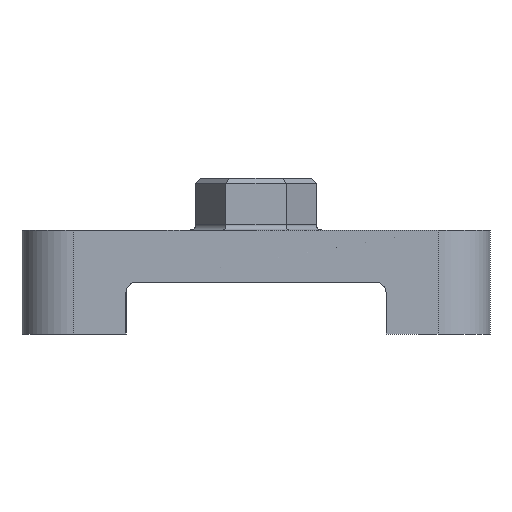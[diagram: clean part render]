
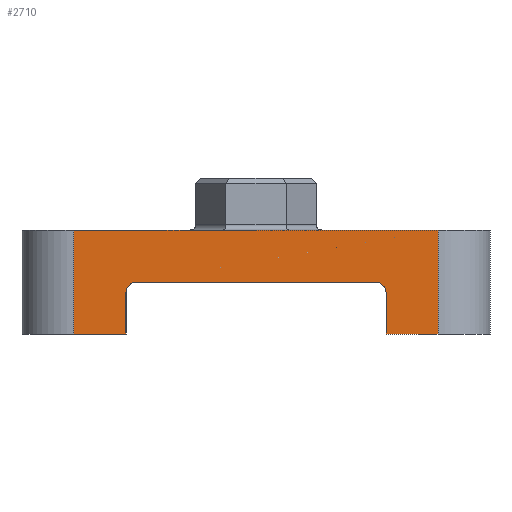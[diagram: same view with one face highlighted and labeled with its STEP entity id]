
A CAD part, left-side view. The second image highlights one B-rep face of the part: STEP entity #2710.
In plain terms, the highlighted planar face has unit normal (-1, 0, 0).
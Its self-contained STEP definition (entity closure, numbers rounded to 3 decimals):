
#361=CARTESIAN_POINT('',(-400.0,-175.0,0.0));
#362=VERTEX_POINT('',#361);
#374=CARTESIAN_POINT('',(-400.0,175.0,0.0));
#375=VERTEX_POINT('',#374);
#376=CARTESIAN_POINT('',(-400.0,-175.0,0.0));
#377=CARTESIAN_POINT('',(-400.0,-58.333,0.0));
#378=CARTESIAN_POINT('',(-400.0,58.333,0.0));
#379=CARTESIAN_POINT('',(-400.0,175.0,0.0));
#380=B_SPLINE_CURVE_WITH_KNOTS('',3,(#376,#377,#378,#379),.UNSPECIFIED.,.F.,.U.,
 (4,4),(0.0,1.0),.UNSPECIFIED.);
#381=EDGE_CURVE('no 1919',#362,#375,#380,.T.);
#1732=CARTESIAN_POINT('',(-400.0,115.0,-50.0));
#1733=VERTEX_POINT('',#1732);
#1741=CARTESIAN_POINT('',(-400.0,-115.0,-50.0));
#1742=VERTEX_POINT('',#1741);
#1743=CARTESIAN_POINT('',(-400.0,115.0,-50.0));
#1744=CARTESIAN_POINT('',(-400.0,38.333,-50.0));
#1745=CARTESIAN_POINT('',(-400.0,-38.333,-50.0));
#1746=CARTESIAN_POINT('',(-400.0,-115.0,-50.0));
#1747=B_SPLINE_CURVE_WITH_KNOTS('',3,(#1743,#1744,#1745,#1746),.UNSPECIFIED.,.F.,.U.,
 (4,4),(0.0,1.0),.UNSPECIFIED.);
#1748=EDGE_CURVE('no 1751',#1733,#1742,#1747,.T.);
#2611=CARTESIAN_POINT('',(-400.0,125.0,-60.0));
#2612=VERTEX_POINT('',#2611);
#2620=CARTESIAN_POINT('',(-400.0,125.0,-60.0));
#2621=CARTESIAN_POINT('',(-400.0,125.011,-57.902));
#2622=CARTESIAN_POINT('',(-400.0,123.975,-54.774));
#2623=CARTESIAN_POINT('',(-400.0,120.226,-51.025));
#2624=CARTESIAN_POINT('',(-400.0,117.098,-49.989));
#2625=CARTESIAN_POINT('',(-400.0,115.0,-50.0));
#2626=B_SPLINE_CURVE_WITH_KNOTS('',3,(#2620,#2621,#2622,#2623,#2624,#2625),.UNSPECIFIED.,.F.,.U.,
 (4,1,1,4),(0.0,0.4,0.6,1.0),.UNSPECIFIED.);
#2627=EDGE_CURVE('no 1798',#2612,#1733,#2626,.T.);
#2639=ORIENTED_EDGE('no 1751',*,*,#1748,.F.);
#2640=ORIENTED_EDGE('no 1798',*,*,#2627,.F.);
#2641=CARTESIAN_POINT('',(-400.0,125.0,-100.0));
#2642=VERTEX_POINT('',#2641);
#2643=CARTESIAN_POINT('',(-400.0,125.0,-60.0));
#2644=CARTESIAN_POINT('',(-400.0,125.0,-73.333));
#2645=CARTESIAN_POINT('',(-400.0,125.0,-86.667));
#2646=CARTESIAN_POINT('',(-400.0,125.0,-100.0));
#2647=B_SPLINE_CURVE_WITH_KNOTS('',3,(#2643,#2644,#2645,#2646),.UNSPECIFIED.,.F.,.U.,
 (4,4),(0.0,1.0),.UNSPECIFIED.);
#2648=EDGE_CURVE('no 1752',#2612,#2642,#2647,.T.);
#2649=ORIENTED_EDGE('no 1752',*,*,#2648,.T.);
#2650=CARTESIAN_POINT('',(-400.0,175.0,-100.0));
#2651=VERTEX_POINT('',#2650);
#2652=CARTESIAN_POINT('',(-400.0,125.0,-100.0));
#2653=CARTESIAN_POINT('',(-400.0,141.667,-100.0));
#2654=CARTESIAN_POINT('',(-400.0,158.333,-100.0));
#2655=CARTESIAN_POINT('',(-400.0,175.0,-100.0));
#2656=B_SPLINE_CURVE_WITH_KNOTS('',3,(#2652,#2653,#2654,#2655),.UNSPECIFIED.,.F.,.U.,
 (4,4),(0.0,1.0),.UNSPECIFIED.);
#2657=EDGE_CURVE('no 1925',#2642,#2651,#2656,.T.);
#2658=ORIENTED_EDGE('no 1925',*,*,#2657,.T.);
#2659=CARTESIAN_POINT('',(-400.0,175.0,-0.0));
#2660=CARTESIAN_POINT('',(-400.0,175.0,-33.333));
#2661=CARTESIAN_POINT('',(-400.0,175.0,-66.667));
#2662=CARTESIAN_POINT('',(-400.0,175.0,-100.0));
#2663=B_SPLINE_CURVE_WITH_KNOTS('',3,(#2659,#2660,#2661,#2662),.UNSPECIFIED.,.F.,.U.,
 (4,4),(0.0,1.0),.UNSPECIFIED.);
#2664=EDGE_CURVE('no 1019',#375,#2651,#2663,.T.);
#2665=ORIENTED_EDGE('no 1019',*,*,#2664,.F.);
#2666=ORIENTED_EDGE('no 1919',*,*,#381,.F.);
#2667=CARTESIAN_POINT('',(-400.0,-175.0,-100.0));
#2668=VERTEX_POINT('',#2667);
#2669=CARTESIAN_POINT('',(-400.0,-175.0,0.0));
#2670=CARTESIAN_POINT('',(-400.0,-175.0,-33.333));
#2671=CARTESIAN_POINT('',(-400.0,-175.0,-66.667));
#2672=CARTESIAN_POINT('',(-400.0,-175.0,-100.0));
#2673=B_SPLINE_CURVE_WITH_KNOTS('',3,(#2669,#2670,#2671,#2672),.UNSPECIFIED.,.F.,.U.,
 (4,4),(0.0,1.0),.UNSPECIFIED.);
#2674=EDGE_CURVE('no 1001',#362,#2668,#2673,.T.);
#2675=ORIENTED_EDGE('no 1001',*,*,#2674,.T.);
#2676=CARTESIAN_POINT('',(-400.0,-125.0,-100.0));
#2677=VERTEX_POINT('',#2676);
#2678=CARTESIAN_POINT('',(-400.0,-175.0,-100.0));
#2679=CARTESIAN_POINT('',(-400.0,-158.333,-100.0));
#2680=CARTESIAN_POINT('',(-400.0,-141.667,-100.0));
#2681=CARTESIAN_POINT('',(-400.0,-125.0,-100.0));
#2682=B_SPLINE_CURVE_WITH_KNOTS('',3,(#2678,#2679,#2680,#2681),.UNSPECIFIED.,.F.,.U.,
 (4,4),(0.0,1.0),.UNSPECIFIED.);
#2683=EDGE_CURVE('no 1924',#2668,#2677,#2682,.T.);
#2684=ORIENTED_EDGE('no 1924',*,*,#2683,.T.);
#2685=CARTESIAN_POINT('',(-400.0,-125.0,-60.0));
#2686=VERTEX_POINT('',#2685);
#2687=CARTESIAN_POINT('',(-400.0,-125.0,-60.0));
#2688=CARTESIAN_POINT('',(-400.0,-125.0,-73.333));
#2689=CARTESIAN_POINT('',(-400.0,-125.0,-86.667));
#2690=CARTESIAN_POINT('',(-400.0,-125.0,-100.0));
#2691=B_SPLINE_CURVE_WITH_KNOTS('',3,(#2687,#2688,#2689,#2690),.UNSPECIFIED.,.F.,.U.,
 (4,4),(0.0,1.0),.UNSPECIFIED.);
#2692=EDGE_CURVE('no 1753',#2686,#2677,#2691,.T.);
#2693=ORIENTED_EDGE('no 1753',*,*,#2692,.F.);
#2694=CARTESIAN_POINT('',(-400.0,-115.0,-50.0));
#2695=CARTESIAN_POINT('',(-400.0,-117.098,-49.989));
#2696=CARTESIAN_POINT('',(-400.0,-120.226,-51.025));
#2697=CARTESIAN_POINT('',(-400.0,-123.975,-54.774));
#2698=CARTESIAN_POINT('',(-400.0,-125.011,-57.902));
#2699=CARTESIAN_POINT('',(-400.0,-125.0,-60.0));
#2700=B_SPLINE_CURVE_WITH_KNOTS('',3,(#2694,#2695,#2696,#2697,#2698,#2699),.UNSPECIFIED.,.F.,.U.,
 (4,1,1,4),(0.0,0.4,0.6,1.0),.UNSPECIFIED.);
#2701=EDGE_CURVE('no 1801',#1742,#2686,#2700,.T.);
#2702=ORIENTED_EDGE('no 1801',*,*,#2701,.F.);
#2703=EDGE_LOOP('',(#2639,#2640,#2649,#2658,#2665,#2666,#2675,#2684,#2693,#2702));
#2704=FACE_OUTER_BOUND('',#2703,.F.);
#2705=CARTESIAN_POINT('',(-400.0,225.0,0.0));
#2706=DIRECTION('',(-1.0,0.0,0.0));
#2707=DIRECTION('',(0.0,-1.0,0.0));
#2708=AXIS2_PLACEMENT_3D('',#2705,#2706,#2707);
#2709=PLANE('',#2708);
#2710=ADVANCED_FACE('no 226',(#2704),#2709,.T.);
